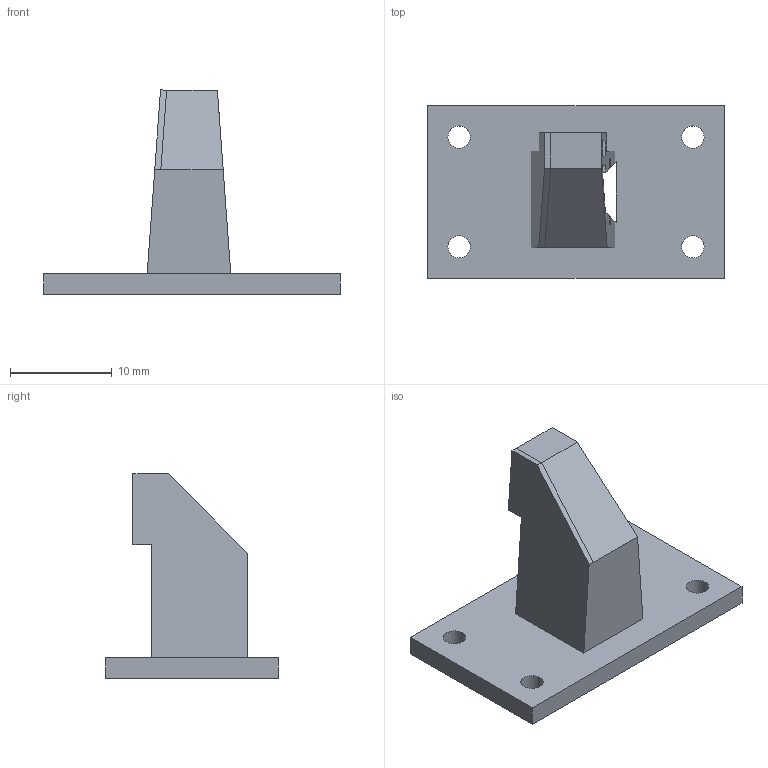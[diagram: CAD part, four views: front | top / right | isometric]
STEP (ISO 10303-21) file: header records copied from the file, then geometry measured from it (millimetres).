
FILE_DESCRIPTION(('FreeCAD Model'),'2;1');
FILE_NAME('Open CASCADE Shape Model','2025-07-22T18:24:49',(''),(''), 'Open CASCADE STEP processor 7.8','FreeCAD','Unknown');
FILE_SCHEMA(('AUTOMOTIVE_DESIGN { 1 0 10303 214 1 1 1 1 }'));
Length unit declared in the file: millimetre
Products named in the file (1): Stem
Bounding box: 29.24 x 17 x 20.13 mm (x, y, z)
Volume: 1459.9 mm3; surface area: 2077.9 mm2
Topology: 1 solids, 1 shells, 64 faces, 176 edges, 115 vertices
Faces by surface type: plane 53, cylinder 9, extrusion 2
Full cylindrical faces by diameter (mm): 2.2 x4
Entity records: 2272 total; most frequent: CARTESIAN_POINT 562, ORIENTED_EDGE 352, DIRECTION 330, EDGE_CURVE 176, VECTOR 152, LINE 150, VERTEX_POINT 115, AXIS2_PLACEMENT_3D 89
